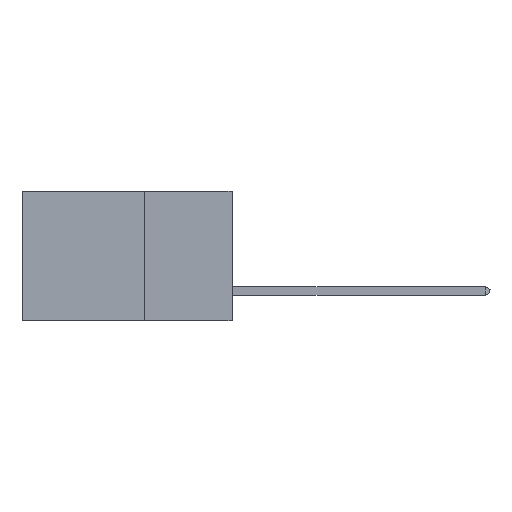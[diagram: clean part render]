
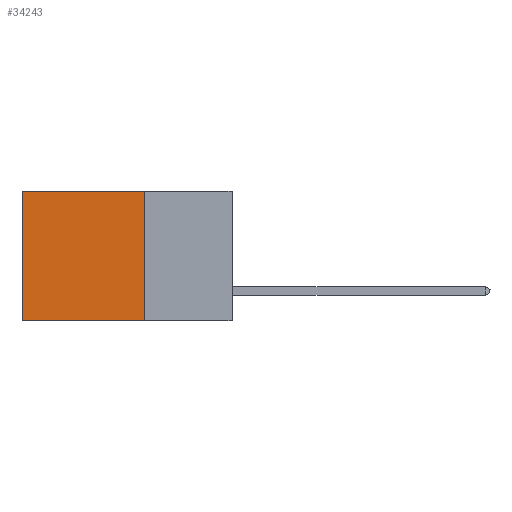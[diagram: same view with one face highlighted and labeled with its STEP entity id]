
A CAD part, left-side view. The second image highlights one B-rep face of the part: STEP entity #34243.
In plain terms, the highlighted planar face has unit normal (-1, 0, 0).
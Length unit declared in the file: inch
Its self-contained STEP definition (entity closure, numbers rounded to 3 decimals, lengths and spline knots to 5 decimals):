
#1101 = DIRECTION ( 'NONE',  ( 0., 0., -1. ) ) ;
#1956 = EDGE_LOOP ( 'NONE', ( #26099, #37328, #24415, #38860 ) ) ;
#2787 = CARTESIAN_POINT ( 'NONE',  ( 0.2875, 0.25, 0. ) ) ;
#4704 = CARTESIAN_POINT ( 'NONE',  ( 0.2875, 0.6, -0.37 ) ) ;
#5846 = DIRECTION ( 'NONE',  ( 0., 0., -1. ) ) ;
#6694 = AXIS2_PLACEMENT_3D ( 'NONE', #30790, #19155, #1101 ) ;
#7048 = CARTESIAN_POINT ( 'NONE',  ( 0.2875, 0.25, -0.37 ) ) ;
#7692 = CARTESIAN_POINT ( 'NONE',  ( 0.2875, 0.25, 0. ) ) ;
#7990 = VERTEX_POINT ( 'NONE', #4704 ) ;
#14407 = LINE ( 'NONE', #18113, #28480 ) ;
#14636 = EDGE_CURVE ( 'NONE', #31172, #7990, #23206, .T. ) ;
#16125 = PLANE ( 'NONE',  #6694 ) ;
#16208 = CARTESIAN_POINT ( 'NONE',  ( 0.2875, 0.6, 0. ) ) ;
#18113 = CARTESIAN_POINT ( 'NONE',  ( 0.2875, 0.25, 0. ) ) ;
#19155 = DIRECTION ( 'NONE',  ( 1., 0., 0. ) ) ;
#21176 = VECTOR ( 'NONE', #5846, 39.37008 ) ;
#21345 = VECTOR ( 'NONE', #34122, 39.37008 ) ;
#21401 = EDGE_CURVE ( 'NONE', #37615, #7990, #37847, .T. ) ;
#23069 = VERTEX_POINT ( 'NONE', #7692 ) ;
#23206 = LINE ( 'NONE', #7048, #21345 ) ;
#23309 = DIRECTION ( 'NONE',  ( 0., 1., 0. ) ) ;
#24415 = ORIENTED_EDGE ( 'NONE', *, *, #25481, .F. ) ;
#25481 = EDGE_CURVE ( 'NONE', #23069, #31172, #29123, .T. ) ;
#26099 = ORIENTED_EDGE ( 'NONE', *, *, #21401, .T. ) ;
#27232 = CARTESIAN_POINT ( 'NONE',  ( 0.2875, 0.25, -0.37 ) ) ;
#28480 = VECTOR ( 'NONE', #23309, 39.37008 ) ;
#29123 = LINE ( 'NONE', #2787, #21176 ) ;
#30098 = FACE_OUTER_BOUND ( 'NONE', #1956, .T. ) ;
#30790 = CARTESIAN_POINT ( 'NONE',  ( 0.2875, 0.25, 0. ) ) ;
#31172 = VERTEX_POINT ( 'NONE', #27232 ) ;
#34122 = DIRECTION ( 'NONE',  ( 0., 1., 0. ) ) ;
#34243 = ADVANCED_FACE ( 'NONE', ( #30098 ), #16125, .F. ) ;
#36646 = EDGE_CURVE ( 'NONE', #23069, #37615, #14407, .T. ) ;
#36918 = VECTOR ( 'NONE', #37844, 39.37008 ) ;
#37328 = ORIENTED_EDGE ( 'NONE', *, *, #14636, .F. ) ;
#37615 = VERTEX_POINT ( 'NONE', #16208 ) ;
#37844 = DIRECTION ( 'NONE',  ( 0., 0., -1. ) ) ;
#37847 = LINE ( 'NONE', #37978, #36918 ) ;
#37978 = CARTESIAN_POINT ( 'NONE',  ( 0.2875, 0.6, 0. ) ) ;
#38860 = ORIENTED_EDGE ( 'NONE', *, *, #36646, .T. ) ;
